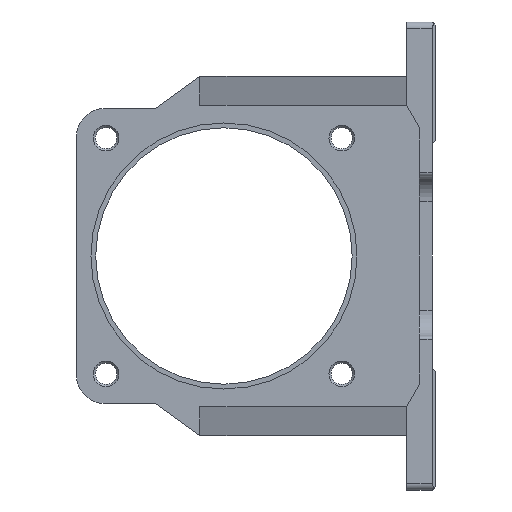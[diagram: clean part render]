
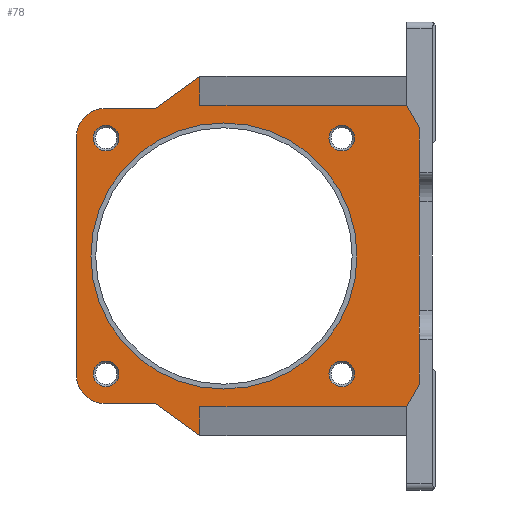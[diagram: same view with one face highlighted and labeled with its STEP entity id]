
A CAD part, left-side view. The second image highlights one B-rep face of the part: STEP entity #78.
In plain terms, the highlighted planar face has unit normal (-1, 0, 0).
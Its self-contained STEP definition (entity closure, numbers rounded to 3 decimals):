
#78 = ADVANCED_FACE( '', ( #164, #165, #166, #167, #168, #169 ), #170, .F. );
#164 = FACE_BOUND( '', #361, .T. );
#165 = FACE_BOUND( '', #362, .T. );
#166 = FACE_BOUND( '', #363, .T. );
#167 = FACE_BOUND( '', #364, .T. );
#168 = FACE_BOUND( '', #365, .T. );
#169 = FACE_OUTER_BOUND( '', #366, .T. );
#170 = PLANE( '', #367 );
#361 = EDGE_LOOP( '', ( #575 ) );
#362 = EDGE_LOOP( '', ( #576 ) );
#363 = EDGE_LOOP( '', ( #577 ) );
#364 = EDGE_LOOP( '', ( #578 ) );
#365 = EDGE_LOOP( '', ( #579 ) );
#366 = EDGE_LOOP( '', ( #580, #581, #582, #583, #584, #585, #586, #587, #588, #589, #590, #591, #592, #593 ) );
#367 = AXIS2_PLACEMENT_3D( '', #594, #595, #596 );
#575 = ORIENTED_EDGE( '', *, *, #1217, .T. );
#576 = ORIENTED_EDGE( '', *, *, #1218, .T. );
#577 = ORIENTED_EDGE( '', *, *, #1219, .T. );
#578 = ORIENTED_EDGE( '', *, *, #1220, .T. );
#579 = ORIENTED_EDGE( '', *, *, #1221, .T. );
#580 = ORIENTED_EDGE( '', *, *, #1222, .T. );
#581 = ORIENTED_EDGE( '', *, *, #1223, .F. );
#582 = ORIENTED_EDGE( '', *, *, #1224, .F. );
#583 = ORIENTED_EDGE( '', *, *, #1225, .F. );
#584 = ORIENTED_EDGE( '', *, *, #1226, .F. );
#585 = ORIENTED_EDGE( '', *, *, #1227, .F. );
#586 = ORIENTED_EDGE( '', *, *, #1228, .F. );
#587 = ORIENTED_EDGE( '', *, *, #1229, .F. );
#588 = ORIENTED_EDGE( '', *, *, #1230, .T. );
#589 = ORIENTED_EDGE( '', *, *, #1231, .F. );
#590 = ORIENTED_EDGE( '', *, *, #1232, .F. );
#591 = ORIENTED_EDGE( '', *, *, #1204, .F. );
#592 = ORIENTED_EDGE( '', *, *, #1214, .F. );
#593 = ORIENTED_EDGE( '', *, *, #1233, .F. );
#594 = CARTESIAN_POINT( '', ( 0., 21.5, 56. ) );
#595 = DIRECTION( '', ( 1., 0., 0. ) );
#596 = DIRECTION( '', ( 0., 0., -1. ) );
#1204 = EDGE_CURVE( '', #1407, #1408, #1409, .T. );
#1214 = EDGE_CURVE( '', #1427, #1407, #1428, .T. );
#1217 = EDGE_CURVE( '', #1432, #1432, #1433, .T. );
#1218 = EDGE_CURVE( '', #1434, #1434, #1435, .T. );
#1219 = EDGE_CURVE( '', #1436, #1436, #1437, .T. );
#1220 = EDGE_CURVE( '', #1438, #1438, #1439, .T. );
#1221 = EDGE_CURVE( '', #1440, #1440, #1441, .T. );
#1222 = EDGE_CURVE( '', #1442, #1443, #1444, .T. );
#1223 = EDGE_CURVE( '', #1445, #1443, #1446, .T. );
#1224 = EDGE_CURVE( '', #1447, #1445, #1448, .T. );
#1225 = EDGE_CURVE( '', #1449, #1447, #1450, .T. );
#1226 = EDGE_CURVE( '', #1451, #1449, #1452, .T. );
#1227 = EDGE_CURVE( '', #1453, #1451, #1454, .T. );
#1228 = EDGE_CURVE( '', #1455, #1453, #1456, .T. );
#1229 = EDGE_CURVE( '', #1457, #1455, #1458, .T. );
#1230 = EDGE_CURVE( '', #1457, #1459, #1460, .T. );
#1231 = EDGE_CURVE( '', #1461, #1459, #1462, .T. );
#1232 = EDGE_CURVE( '', #1408, #1461, #1463, .T. );
#1233 = EDGE_CURVE( '', #1442, #1427, #1464, .T. );
#1407 = VERTEX_POINT( '', #1748 );
#1408 = VERTEX_POINT( '', #1749 );
#1409 = LINE( '', #1750, #1751 );
#1427 = VERTEX_POINT( '', #1778 );
#1428 = CIRCLE( '', #1779, 8.7 );
#1432 = VERTEX_POINT( '', #1784 );
#1433 = CIRCLE( '', #1785, 4. );
#1434 = VERTEX_POINT( '', #1786 );
#1435 = CIRCLE( '', #1787, 4. );
#1436 = VERTEX_POINT( '', #1788 );
#1437 = CIRCLE( '', #1789, 4. );
#1438 = VERTEX_POINT( '', #1790 );
#1439 = CIRCLE( '', #1791, 4. );
#1440 = VERTEX_POINT( '', #1792 );
#1441 = CIRCLE( '', #1793, 41.5 );
#1442 = VERTEX_POINT( '', #1794 );
#1443 = VERTEX_POINT( '', #1795 );
#1444 = LINE( '', #1796, #1797 );
#1445 = VERTEX_POINT( '', #1798 );
#1446 = LINE( '', #1799, #1800 );
#1447 = VERTEX_POINT( '', #1801 );
#1448 = LINE( '', #1802, #1803 );
#1449 = VERTEX_POINT( '', #1804 );
#1450 = LINE( '', #1805, #1806 );
#1451 = VERTEX_POINT( '', #1807 );
#1452 = LINE( '', #1808, #1809 );
#1453 = VERTEX_POINT( '', #1810 );
#1454 = LINE( '', #1811, #1812 );
#1455 = VERTEX_POINT( '', #1813 );
#1456 = LINE( '', #1814, #1815 );
#1457 = VERTEX_POINT( '', #1816 );
#1458 = LINE( '', #1817, #1818 );
#1459 = VERTEX_POINT( '', #1819 );
#1460 = LINE( '', #1820, #1821 );
#1461 = VERTEX_POINT( '', #1822 );
#1462 = LINE( '', #1823, #1824 );
#1463 = CIRCLE( '', #1825, 8.7 );
#1464 = LINE( '', #1826, #1827 );
#1748 = CARTESIAN_POINT( '', ( 0., 46., -37.3 ) );
#1749 = CARTESIAN_POINT( '', ( 0., 46., 37.3 ) );
#1750 = CARTESIAN_POINT( '', ( 0., 46., -37.3 ) );
#1751 = VECTOR( '', #2232, 1000. );
#1778 = CARTESIAN_POINT( '', ( 0., 37.3, -46. ) );
#1779 = AXIS2_PLACEMENT_3D( '', #2242, #2243, #2244 );
#1784 = CARTESIAN_POINT( '', ( 0., -36.77, 32.77 ) );
#1785 = AXIS2_PLACEMENT_3D( '', #2249, #2250, #2251 );
#1786 = CARTESIAN_POINT( '', ( 0., 36.77, -40.77 ) );
#1787 = AXIS2_PLACEMENT_3D( '', #2252, #2253, #2254 );
#1788 = CARTESIAN_POINT( '', ( 0., -36.77, -40.77 ) );
#1789 = AXIS2_PLACEMENT_3D( '', #2255, #2256, #2257 );
#1790 = CARTESIAN_POINT( '', ( 0., 36.77, 32.77 ) );
#1791 = AXIS2_PLACEMENT_3D( '', #2258, #2259, #2260 );
#1792 = CARTESIAN_POINT( '', ( 0., 0., -41.5 ) );
#1793 = AXIS2_PLACEMENT_3D( '', #2261, #2262, #2263 );
#1794 = CARTESIAN_POINT( '', ( 0., 21.5, -46. ) );
#1795 = CARTESIAN_POINT( '', ( 0., 7.5, -56. ) );
#1796 = CARTESIAN_POINT( '', ( 0., 21.5, -46. ) );
#1797 = VECTOR( '', #2264, 1000. );
#1798 = CARTESIAN_POINT( '', ( 0., 7.5, -47. ) );
#1799 = CARTESIAN_POINT( '', ( 0., 7.5, 56. ) );
#1800 = VECTOR( '', #2265, 1000. );
#1801 = CARTESIAN_POINT( '', ( 0., -57., -47. ) );
#1802 = CARTESIAN_POINT( '', ( 0., -57., -47. ) );
#1803 = VECTOR( '', #2266, 1000. );
#1804 = CARTESIAN_POINT( '', ( 0., -61., -40. ) );
#1805 = CARTESIAN_POINT( '', ( 0., -61., -40. ) );
#1806 = VECTOR( '', #2267, 1000. );
#1807 = CARTESIAN_POINT( '', ( 0., -61., 40. ) );
#1808 = CARTESIAN_POINT( '', ( 0., -61., 40. ) );
#1809 = VECTOR( '', #2268, 1000. );
#1810 = CARTESIAN_POINT( '', ( 0., -57., 47. ) );
#1811 = CARTESIAN_POINT( '', ( 0., -57., 47. ) );
#1812 = VECTOR( '', #2269, 1000. );
#1813 = CARTESIAN_POINT( '', ( 0., 7.5, 47. ) );
#1814 = CARTESIAN_POINT( '', ( 0., 7.5, 47. ) );
#1815 = VECTOR( '', #2270, 1000. );
#1816 = CARTESIAN_POINT( '', ( 0., 7.5, 56. ) );
#1817 = CARTESIAN_POINT( '', ( 0., 7.5, 56. ) );
#1818 = VECTOR( '', #2271, 1000. );
#1819 = CARTESIAN_POINT( '', ( 0., 21.5, 46. ) );
#1820 = CARTESIAN_POINT( '', ( 0., 7.5, 56. ) );
#1821 = VECTOR( '', #2272, 1000. );
#1822 = CARTESIAN_POINT( '', ( 0., 37.3, 46. ) );
#1823 = CARTESIAN_POINT( '', ( 0., 37.3, 46. ) );
#1824 = VECTOR( '', #2273, 1000. );
#1825 = AXIS2_PLACEMENT_3D( '', #2274, #2275, #2276 );
#1826 = CARTESIAN_POINT( '', ( 0., -65., -46. ) );
#1827 = VECTOR( '', #2277, 1000. );
#2232 = DIRECTION( '', ( 0., 0., 1. ) );
#2242 = CARTESIAN_POINT( '', ( 0., 37.3, -37.3 ) );
#2243 = DIRECTION( '', ( 1., 0., 0. ) );
#2244 = DIRECTION( '', ( 0., 0., -1. ) );
#2249 = CARTESIAN_POINT( '', ( 0., -36.77, 36.77 ) );
#2250 = DIRECTION( '', ( 1., 0., 0. ) );
#2251 = DIRECTION( '', ( 0., 0., -1. ) );
#2252 = CARTESIAN_POINT( '', ( 0., 36.77, -36.77 ) );
#2253 = DIRECTION( '', ( 1., 0., 0. ) );
#2254 = DIRECTION( '', ( 0., 0., -1. ) );
#2255 = CARTESIAN_POINT( '', ( 0., -36.77, -36.77 ) );
#2256 = DIRECTION( '', ( 1., 0., 0. ) );
#2257 = DIRECTION( '', ( 0., 0., -1. ) );
#2258 = CARTESIAN_POINT( '', ( 0., 36.77, 36.77 ) );
#2259 = DIRECTION( '', ( 1., 0., 0. ) );
#2260 = DIRECTION( '', ( 0., 0., -1. ) );
#2261 = CARTESIAN_POINT( '', ( 0., 0., 0. ) );
#2262 = DIRECTION( '', ( 1., 0., 0. ) );
#2263 = DIRECTION( '', ( 0., 0., -1. ) );
#2264 = DIRECTION( '', ( 0., -0.814, -0.581 ) );
#2265 = DIRECTION( '', ( 0., 0., -1. ) );
#2266 = DIRECTION( '', ( 0., 1., 0. ) );
#2267 = DIRECTION( '', ( 0., 0.496, -0.868 ) );
#2268 = DIRECTION( '', ( 0., 0., -1. ) );
#2269 = DIRECTION( '', ( 0., -0.496, -0.868 ) );
#2270 = DIRECTION( '', ( 0., -1., 0. ) );
#2271 = DIRECTION( '', ( 0., 0., -1. ) );
#2272 = DIRECTION( '', ( 0., 0.814, -0.581 ) );
#2273 = DIRECTION( '', ( 0., -1., 0. ) );
#2274 = CARTESIAN_POINT( '', ( 0., 37.3, 37.3 ) );
#2275 = DIRECTION( '', ( 1., 0., 0. ) );
#2276 = DIRECTION( '', ( 0., 0., -1. ) );
#2277 = DIRECTION( '', ( 0., 1., 0. ) );
